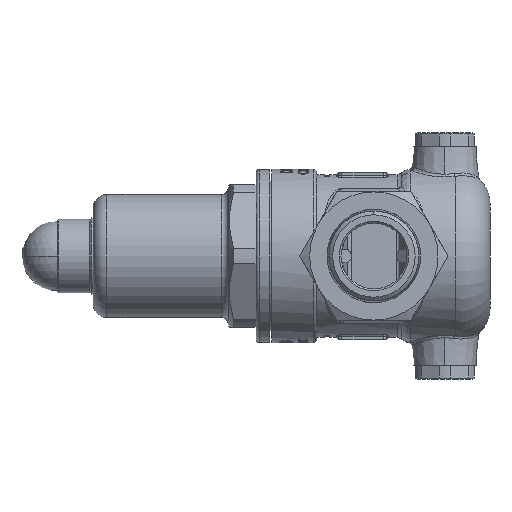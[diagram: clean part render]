
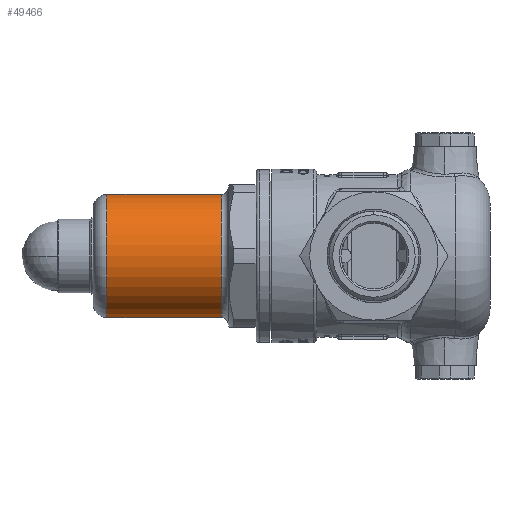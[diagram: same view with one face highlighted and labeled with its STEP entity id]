
A CAD part, left-side view. The second image highlights one B-rep face of the part: STEP entity #49466.
In plain terms, the highlighted cylindrical face has radius 17.75 mm (diameter 35.5 mm), a partial arc.
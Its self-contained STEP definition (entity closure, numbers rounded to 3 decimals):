
#6867 = FACE_OUTER_BOUND ( 'NONE', #37236, .T. ) ;
#6919 = CYLINDRICAL_SURFACE ( 'NONE', #37438, 17.75 ) ;
#6920 = CARTESIAN_POINT ( 'NONE',  ( 0., 132.957, 0. ) ) ;
#6930 = DIRECTION ( 'NONE',  ( 0., 1., 0. ) ) ;
#6931 = DIRECTION ( 'NONE',  ( 0., 0., 1. ) ) ;
#8229 = VERTEX_POINT ( 'NONE', #50909 ) ;
#8330 = EDGE_CURVE ( 'NONE', #31905, #21089, #51015, .T. ) ;
#8438 = EDGE_CURVE ( 'NONE', #20992, #8229, #57059, .T. ) ;
#13518 = AXIS2_PLACEMENT_3D ( 'NONE', #24706, #24707, #24708 ) ;
#14112 = CIRCLE ( 'NONE', #14303, 17.75 ) ;
#14303 = AXIS2_PLACEMENT_3D ( 'NONE', #25575, #25576, #25578 ) ;
#15206 = VECTOR ( 'NONE', #55033, 1000. ) ;
#15219 = CIRCLE ( 'NONE', #13518, 17.75 ) ;
#20992 = VERTEX_POINT ( 'NONE', #38825 ) ;
#21089 = VERTEX_POINT ( 'NONE', #38875 ) ;
#24706 = CARTESIAN_POINT ( 'NONE',  ( 0., 44., 0. ) ) ;
#24707 = DIRECTION ( 'NONE',  ( 0., 1., 0. ) ) ;
#24708 = DIRECTION ( 'NONE',  ( 0., 0., 1. ) ) ;
#25575 = CARTESIAN_POINT ( 'NONE',  ( 0., 77., 0. ) ) ;
#25576 = DIRECTION ( 'NONE',  ( 0., 1., 0. ) ) ;
#25578 = DIRECTION ( 'NONE',  ( 0., 0., 1. ) ) ;
#28695 = CARTESIAN_POINT ( 'NONE',  ( 0., 44., -17.75 ) ) ;
#29439 = EDGE_CURVE ( 'NONE', #31905, #20992, #15219, .T. ) ;
#29602 = EDGE_CURVE ( 'NONE', #21089, #8229, #14112, .T. ) ;
#31905 = VERTEX_POINT ( 'NONE', #28695 ) ;
#37170 = ORIENTED_EDGE ( 'NONE', *, *, #29439, .T. ) ;
#37236 = EDGE_LOOP ( 'NONE', ( #46996, #37170, #47561, #47318 ) ) ;
#37438 = AXIS2_PLACEMENT_3D ( 'NONE', #6920, #6930, #6931 ) ;
#38825 = CARTESIAN_POINT ( 'NONE',  ( 0., 44., 17.75 ) ) ;
#38875 = CARTESIAN_POINT ( 'NONE',  ( 0., 77., -17.75 ) ) ;
#46996 = ORIENTED_EDGE ( 'NONE', *, *, #8330, .F. ) ;
#47318 = ORIENTED_EDGE ( 'NONE', *, *, #29602, .F. ) ;
#47561 = ORIENTED_EDGE ( 'NONE', *, *, #8438, .T. ) ;
#49466 = ADVANCED_FACE ( 'NONE', ( #6867 ), #6919, .T. ) ;
#50909 = CARTESIAN_POINT ( 'NONE',  ( 0., 77., 17.75 ) ) ;
#51011 = CARTESIAN_POINT ( 'NONE',  ( 0., 132.957, -17.75 ) ) ;
#51015 = LINE ( 'NONE', #51011, #54335 ) ;
#51019 = DIRECTION ( 'NONE',  ( 0., 1., 0. ) ) ;
#51869 = CARTESIAN_POINT ( 'NONE',  ( 0., 132.957, 17.75 ) ) ;
#54335 = VECTOR ( 'NONE', #51019, 1000. ) ;
#55033 = DIRECTION ( 'NONE',  ( 0., 1., 0. ) ) ;
#57059 = LINE ( 'NONE', #51869, #15206 ) ;
